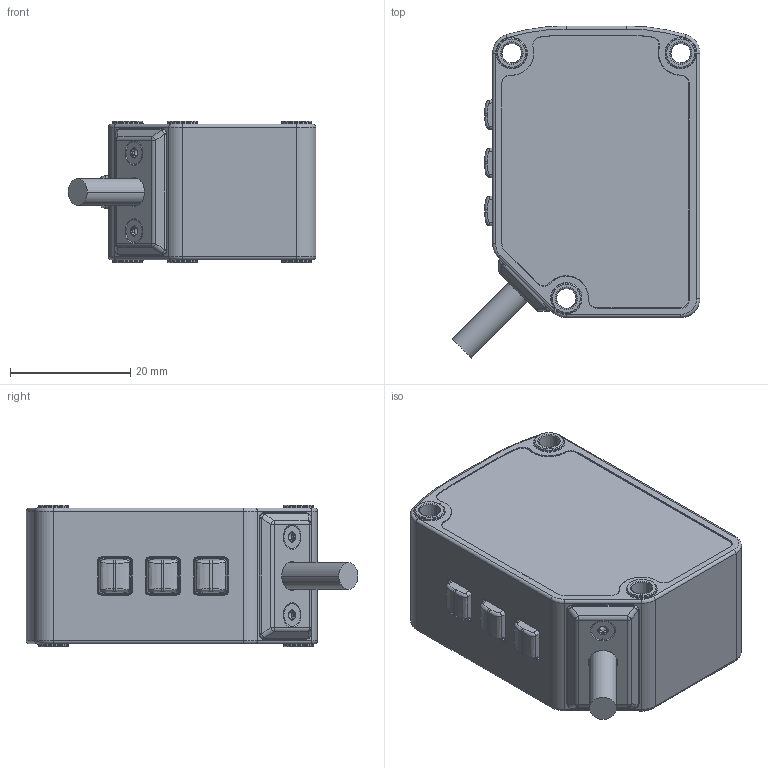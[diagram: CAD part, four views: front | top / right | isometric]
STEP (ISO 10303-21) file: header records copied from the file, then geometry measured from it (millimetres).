
FILE_DESCRIPTION((''),'2;1');
FILE_NAME('205803_ASM','2019-06-26T12:46:13',('pdmadmin'),('BANNER ENGINEERING'),'CREO PARAMETRIC BY PTC INC, 2018300','CREO PARAMETRIC BY PTC INC, 2018300','');
FILE_SCHEMA(('CONFIG_CONTROL_DESIGN'));
Products named in the file (12): 201005; 201025; 201018; 201009; 201009_1; 201009_ASM; 201006; 201007; 201033; 205803_CABLE; 67470; 205803_ASM
Assembly tree (12 placements, depth 3):
  205803_ASM
    201005
    201025
    201018
    201009_ASM
      201009
      201009_1
    201006
    201007
    201033  x2
    205803_CABLE
    67470
Bounding box: 41.22 x 55.22 x 23.5 mm (x, y, z)
Volume: 12111.9 mm3; surface area: 16476 mm2
Topology: 11 solids, 19 shells, 1416 faces, 3359 edges, 1991 vertices
Faces by surface type: cylinder 466, bspline 308, plane 263, torus 167, cone 152, extrusion 36, sphere 24
Entity records: 65261 total; most frequent: CARTESIAN_POINT 35551, ORIENTED_EDGE 6405, DIRECTION 5831, EDGE_CURVE 3227, AXIS2_PLACEMENT_3D 2320, VERTEX_POINT 1912, EDGE_LOOP 1437, FACE_OUTER_BOUND 1370
